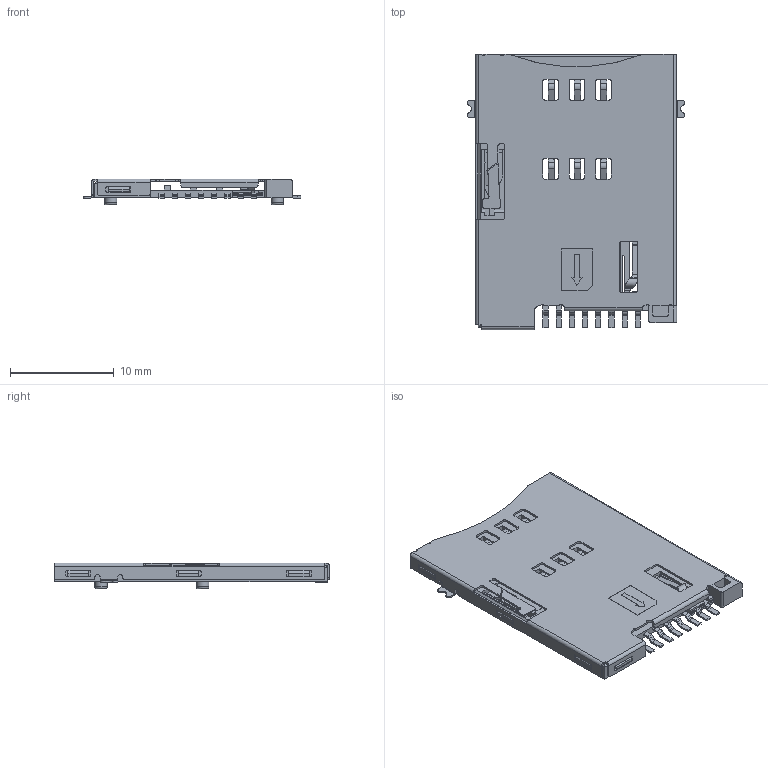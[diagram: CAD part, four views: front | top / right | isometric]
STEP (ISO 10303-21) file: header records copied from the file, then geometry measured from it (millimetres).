
FILE_DESCRIPTION( ( 'STEP AP214' ), '1' );
FILE_NAME( 'psolqas_13360_26.stp', '2020-05-05T20:45:25', ( 'License CC BY-ND 4.0' ), ( 'CADENAS' ), ' ', 'PARTsolutions', ' ' );
FILE_SCHEMA( ( 'AUTOMOTIVE_DESIGN { 1 0 10303 214 1 1 1 1 }' ) );
Length unit declared in the file: metre
Products named in the file (1): 1
Bounding box: 20.95 x 26.5 x 2.5 mm (x, y, z)
Volume: 477.5 mm3; surface area: 2133.9 mm2
Topology: 1 solids, 1 shells, 907 faces, 2529 edges, 1658 vertices
Faces by surface type: plane 637, cylinder 246, bspline 20, torus 3, cone 1
Full cylindrical faces by diameter (mm): 0.7 x1, 1.2 x2
Entity records: 29932 total; most frequent: CARTESIAN_POINT 6377, ORIENTED_EDGE 5036, DIRECTION 4670, EDGE_CURVE 2518, LINE 1966, VECTOR 1966, VERTEX_POINT 1654, AXIS2_PLACEMENT_3D 1352
